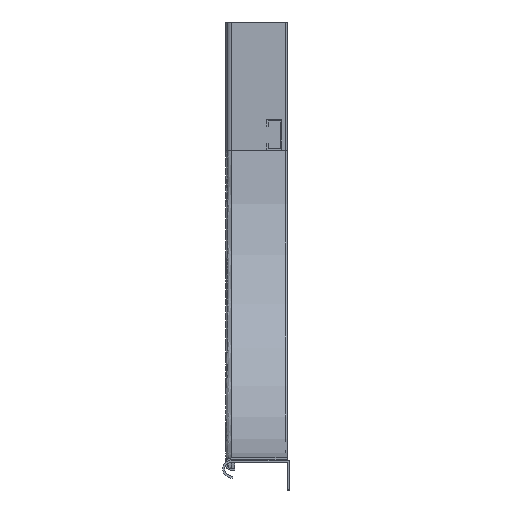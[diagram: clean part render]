
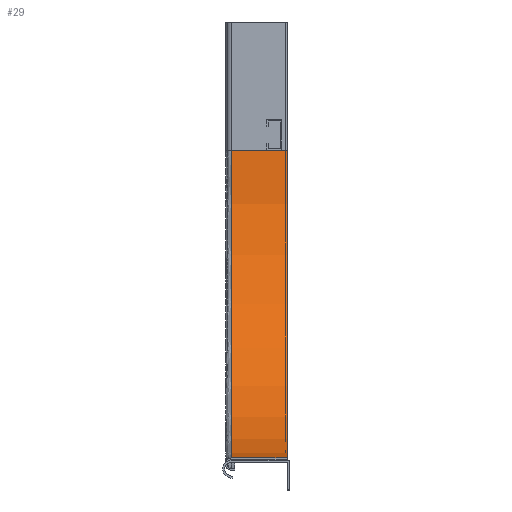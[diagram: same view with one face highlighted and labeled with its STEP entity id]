
A CAD part, left-side view. The second image highlights one B-rep face of the part: STEP entity #29.
In plain terms, the highlighted cylindrical face has radius 300 mm (diameter 600 mm), a partial arc.
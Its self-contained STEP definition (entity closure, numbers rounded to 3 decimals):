
#29 = ADVANCED_FACE ( 'NONE', ( #12234 ), #1955, .F. ) ;
#539 = CARTESIAN_POINT ( 'NONE',  ( 300., 0., -125. ) ) ;
#921 = EDGE_LOOP ( 'NONE', ( #17222, #16219, #15526, #14818 ) ) ;
#1833 = LINE ( 'NONE', #13834, #10299 ) ;
#1955 = CYLINDRICAL_SURFACE ( 'NONE', #10586, 300. ) ;
#2119 = LINE ( 'NONE', #10408, #18311 ) ;
#2208 = DIRECTION ( 'NONE',  ( 0., 0., -1. ) ) ;
#3226 = CARTESIAN_POINT ( 'NONE',  ( 300., 0., -125. ) ) ;
#3238 = CIRCLE ( 'NONE', #16376, 300. ) ;
#3266 = EDGE_CURVE ( 'NONE', #5098, #15861, #3238, .T. ) ;
#3733 = DIRECTION ( 'NONE',  ( 0., 1., 0. ) ) ;
#3826 = CARTESIAN_POINT ( 'NONE',  ( 0., 0., -125. ) ) ;
#4062 = CARTESIAN_POINT ( 'NONE',  ( 300., 54., -425. ) ) ;
#4295 = DIRECTION ( 'NONE',  ( 0., 0., -1. ) ) ;
#4374 = DIRECTION ( 'NONE',  ( 0., -1., 0. ) ) ;
#4449 = CARTESIAN_POINT ( 'NONE',  ( 300., 54., -125. ) ) ;
#4685 = EDGE_CURVE ( 'NONE', #15861, #13758, #2119, .T. ) ;
#5098 = VERTEX_POINT ( 'NONE', #12907 ) ;
#7065 = DIRECTION ( 'NONE',  ( 0., -1., 0. ) ) ;
#8982 = EDGE_CURVE ( 'NONE', #13758, #14925, #14185, .T. ) ;
#10257 = DIRECTION ( 'NONE',  ( 0., -1., 0. ) ) ;
#10299 = VECTOR ( 'NONE', #3733, 1000. ) ;
#10408 = CARTESIAN_POINT ( 'NONE',  ( 300., 0., -425. ) ) ;
#10586 = AXIS2_PLACEMENT_3D ( 'NONE', #3226, #7065, #21292 ) ;
#11210 = CARTESIAN_POINT ( 'NONE',  ( 300., 0., -425. ) ) ;
#12234 = FACE_OUTER_BOUND ( 'NONE', #921, .T. ) ;
#12296 = DIRECTION ( 'NONE',  ( 0., 1., 0. ) ) ;
#12907 = CARTESIAN_POINT ( 'NONE',  ( 0., 54., -125. ) ) ;
#13758 = VERTEX_POINT ( 'NONE', #11210 ) ;
#13834 = CARTESIAN_POINT ( 'NONE',  ( 0., 0., -125. ) ) ;
#14185 = CIRCLE ( 'NONE', #19592, 300. ) ;
#14818 = ORIENTED_EDGE ( 'NONE', *, *, #16529, .F. ) ;
#14925 = VERTEX_POINT ( 'NONE', #3826 ) ;
#15526 = ORIENTED_EDGE ( 'NONE', *, *, #3266, .F. ) ;
#15861 = VERTEX_POINT ( 'NONE', #4062 ) ;
#16219 = ORIENTED_EDGE ( 'NONE', *, *, #4685, .F. ) ;
#16376 = AXIS2_PLACEMENT_3D ( 'NONE', #4449, #4374, #4295 ) ;
#16529 = EDGE_CURVE ( 'NONE', #14925, #5098, #1833, .T. ) ;
#17222 = ORIENTED_EDGE ( 'NONE', *, *, #8982, .F. ) ;
#18311 = VECTOR ( 'NONE', #10257, 1000. ) ;
#19592 = AXIS2_PLACEMENT_3D ( 'NONE', #539, #12296, #2208 ) ;
#21292 = DIRECTION ( 'NONE',  ( 0., 0., -1. ) ) ;
